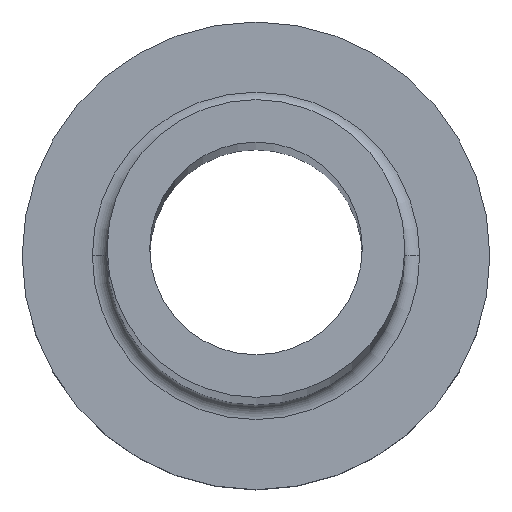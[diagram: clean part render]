
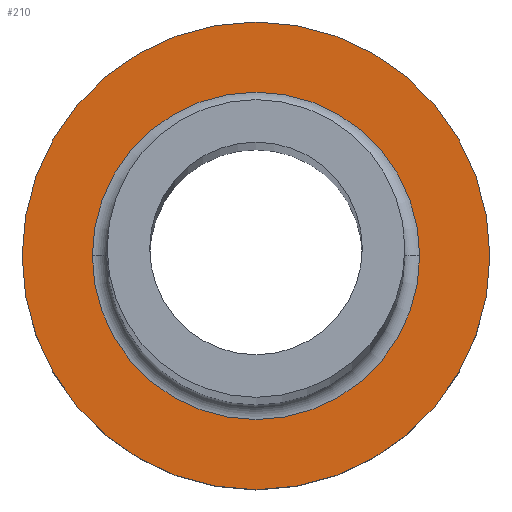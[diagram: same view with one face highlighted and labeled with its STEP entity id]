
A CAD part, top view. The second image highlights one B-rep face of the part: STEP entity #210.
In plain terms, the highlighted planar face has unit normal (0, 0, 1).
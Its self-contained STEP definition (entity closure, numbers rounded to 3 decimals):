
#2 = ORIENTED_EDGE ( 'NONE', *, *, #188, .T. ) ;
#21 = EDGE_LOOP ( 'NONE', ( #312, #296 ) ) ;
#22 = CARTESIAN_POINT ( 'NONE',  ( 0., 0., 7. ) ) ;
#50 = AXIS2_PLACEMENT_3D ( 'NONE', #234, #223, #111 ) ;
#52 = EDGE_LOOP ( 'NONE', ( #2, #337 ) ) ;
#57 = AXIS2_PLACEMENT_3D ( 'NONE', #22, #190, #254 ) ;
#66 = AXIS2_PLACEMENT_3D ( 'NONE', #106, #284, #84 ) ;
#75 = FACE_BOUND ( 'NONE', #21, .T. ) ;
#84 = DIRECTION ( 'NONE',  ( 1., 0., 0. ) ) ;
#105 = CIRCLE ( 'NONE', #173, 7.7 ) ;
#106 = CARTESIAN_POINT ( 'NONE',  ( 0., 0., 7. ) ) ;
#111 = DIRECTION ( 'NONE',  ( 1., 0., 0. ) ) ;
#119 = DIRECTION ( 'NONE',  ( 1., 0., 0. ) ) ;
#126 = CIRCLE ( 'NONE', #326, 7.7 ) ;
#144 = CIRCLE ( 'NONE', #50, 11. ) ;
#146 = CARTESIAN_POINT ( 'NONE',  ( 11., 0., 7. ) ) ;
#173 = AXIS2_PLACEMENT_3D ( 'NONE', #297, #295, #119 ) ;
#188 = EDGE_CURVE ( 'NONE', #349, #374, #144, .T. ) ;
#189 = VERTEX_POINT ( 'NONE', #350 ) ;
#190 = DIRECTION ( 'NONE',  ( 0., 0., 1. ) ) ;
#192 = CIRCLE ( 'NONE', #57, 11. ) ;
#202 = CARTESIAN_POINT ( 'NONE',  ( 7.7, 0., 7. ) ) ;
#210 = ADVANCED_FACE ( 'NONE', ( #75, #378 ), #258, .T. ) ;
#213 = EDGE_CURVE ( 'NONE', #374, #349, #192, .T. ) ;
#223 = DIRECTION ( 'NONE',  ( 0., 0., 1. ) ) ;
#234 = CARTESIAN_POINT ( 'NONE',  ( 0., 0., 7. ) ) ;
#238 = VERTEX_POINT ( 'NONE', #202 ) ;
#254 = DIRECTION ( 'NONE',  ( 1., 0., 0. ) ) ;
#258 = PLANE ( 'NONE',  #66 ) ;
#260 = CARTESIAN_POINT ( 'NONE',  ( -11., 0., 7. ) ) ;
#263 = DIRECTION ( 'NONE',  ( 0., 0., -1. ) ) ;
#284 = DIRECTION ( 'NONE',  ( 0., 0., 1. ) ) ;
#295 = DIRECTION ( 'NONE',  ( 0., 0., -1. ) ) ;
#296 = ORIENTED_EDGE ( 'NONE', *, *, #336, .T. ) ;
#297 = CARTESIAN_POINT ( 'NONE',  ( 0., 0., 7. ) ) ;
#310 = EDGE_CURVE ( 'NONE', #238, #189, #105, .T. ) ;
#312 = ORIENTED_EDGE ( 'NONE', *, *, #310, .T. ) ;
#326 = AXIS2_PLACEMENT_3D ( 'NONE', #353, #263, #359 ) ;
#336 = EDGE_CURVE ( 'NONE', #189, #238, #126, .T. ) ;
#337 = ORIENTED_EDGE ( 'NONE', *, *, #213, .T. ) ;
#349 = VERTEX_POINT ( 'NONE', #260 ) ;
#350 = CARTESIAN_POINT ( 'NONE',  ( -7.7, 0., 7. ) ) ;
#353 = CARTESIAN_POINT ( 'NONE',  ( 0., 0., 7. ) ) ;
#359 = DIRECTION ( 'NONE',  ( 1., 0., 0. ) ) ;
#374 = VERTEX_POINT ( 'NONE', #146 ) ;
#378 = FACE_OUTER_BOUND ( 'NONE', #52, .T. ) ;
